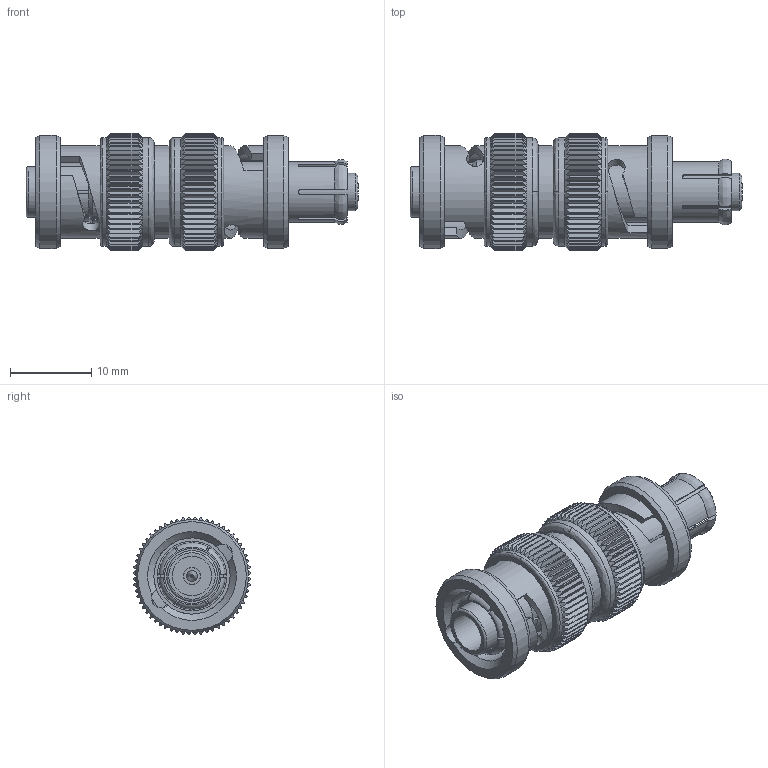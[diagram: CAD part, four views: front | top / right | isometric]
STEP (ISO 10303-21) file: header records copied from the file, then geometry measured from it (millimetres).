
FILE_DESCRIPTION (( 'STEP AP203' ), '1' );
FILE_NAME ('PE9340_3D.step', '2022-04-18T15:49:07', ( '' ), ( '' ), 'SwSTEP 2.0', 'SolidWorks 2021', '' );
FILE_SCHEMA (( 'CONFIG_CONTROL_DESIGN' ));
Length unit declared in the file: inch
Products named in the file (1): PE9340_3D
Bounding box: 40.89 x 14.47 x 14.47 mm (x, y, z)
Volume: 3359.9 mm3; surface area: 4227.1 mm2
Topology: 1 solids, 1 shells, 681 faces, 1735 edges, 1067 vertices
Faces by surface type: plane 327, cylinder 179, cone 138, bspline 30, torus 7
Full cylindrical faces by diameter (mm): 1.334 x1, 2.054 x1, 2.129 x1, 2.184 x1, 4.013 x1, 4.595 x1, 4.879 x1, 6.25 x1, 7.057 x1, 7.501 x1, 7.877 x1, 8.569 x1, 9.395 x2, 11.395 x3, 13.38 x3, 13.424 x1, 13.922 x2
Entity records: 24463 total; most frequent: CARTESIAN_POINT 9158, ORIENTED_EDGE 3372, DIRECTION 2908, EDGE_CURVE 1686, AXIS2_PLACEMENT_3D 1176, VERTEX_POINT 1052, EDGE_LOOP 730, FACE_OUTER_BOUND 703
